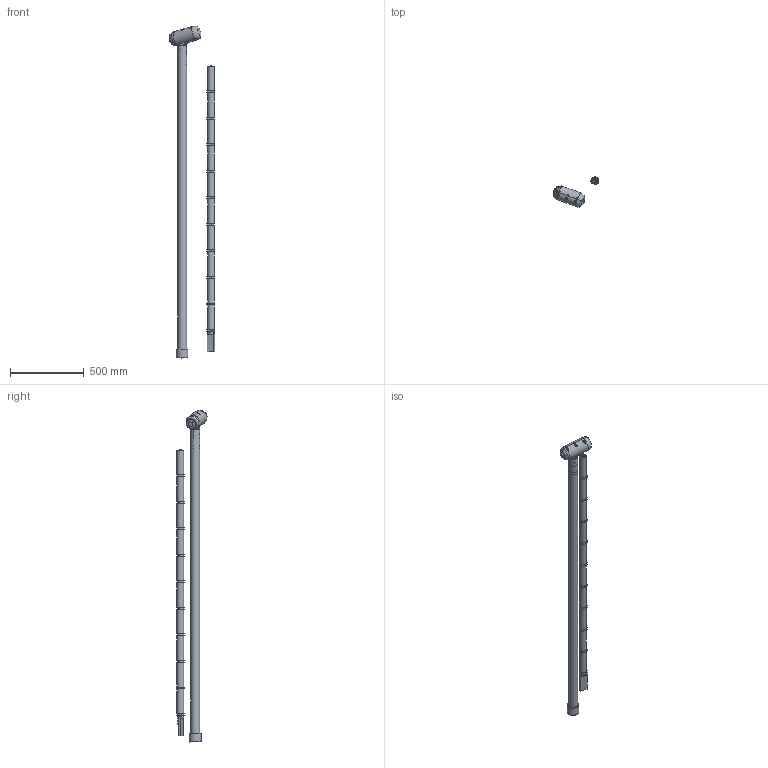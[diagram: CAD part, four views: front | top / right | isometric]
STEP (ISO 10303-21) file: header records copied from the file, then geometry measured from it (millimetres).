
FILE_DESCRIPTION(/* description */ ('STEP AP242','CAx-IF Rec.Pracs.---Representation and Presentation of Product Manufacturing Information (PMI)---4.0---2014-10-13','CAx-IF Rec.Pracs.---3D Tessellated Geometry---0.4---2014-09-14','2;1'),/* implementation_level */ '2;1');
FILE_NAME(/* name */ '68eb59da57fe6f2cee6027f7',/* time_stamp */ '2025-10-12T07:33:48Z',/* author */ (''),/* organization */ (''),/* preprocessor_version */ 'ST-DEVELOPER v20',/* originating_system */ 'ONSHAPE BY PTC INC, 1.205',/* authorisation */ ' ');
FILE_SCHEMA (('AP242_MANAGED_MODEL_BASED_3D_ENGINEERING_MIM_LF { 1 0 10303 442 1 1 4 }'));
Length unit declared in the file: metre
Products named in the file (16): Assembly 1; threader_rod; M6 Ring Terminal v2; cell_spacer_pos_end; cell; cell_spacer; M6 Spring Washer; top_tube_end_cap; motor; bms; M3 Threaded Insert (1) (2) (1) (4); motor_mount_top; body_tube; end_tube_cap; 1; motor_mount_bottom
Assembly tree (64 placements, depth 2):
  Assembly 1
    threader_rod  x10
    M6 Ring Terminal v2  x10
    cell_spacer_pos_end
    cell  x10
    cell_spacer  x9
    M6 Spring Washer  x10
    top_tube_end_cap
    motor
    bms
    M3 Threaded Insert (1) (2) (1) (4)  x6
    motor_mount_top
    body_tube
    end_tube_cap
    1
    motor_mount_bottom
Bounding box: 308.09 x 206.27 x 2253.19 mm (x, y, z)
Volume: 5475548.8 mm3; surface area: 1393789.1 mm2
Topology: 64 solids, 64 shells, 1920 faces, 4943 edges, 3279 vertices
Faces by surface type: plane 678, cylinder 651, bspline 537, torus 33, cone 21
Full cylindrical faces by diameter (mm): 2.9 x6, 4 x18, 4.2 x6, 4.25 x6, 4.6 x6, 5.6 x6, 6 x34, 6.35 x10, 11 x20, 12 x9, 17 x30, 22 x10, 37 x20, 38 x1, 46 x10, 55 x1, 56 x2, 60 x1, 65.5 x1, 80 x1
Entity records: 22582 total; most frequent: CARTESIAN_POINT 8820, ORIENTED_EDGE 2734, DIRECTION 2629, EDGE_CURVE 1367, AXIS2_PLACEMENT_3D 1069, VERTEX_POINT 930, FACE_BOUND 691, EDGE_LOOP 690
